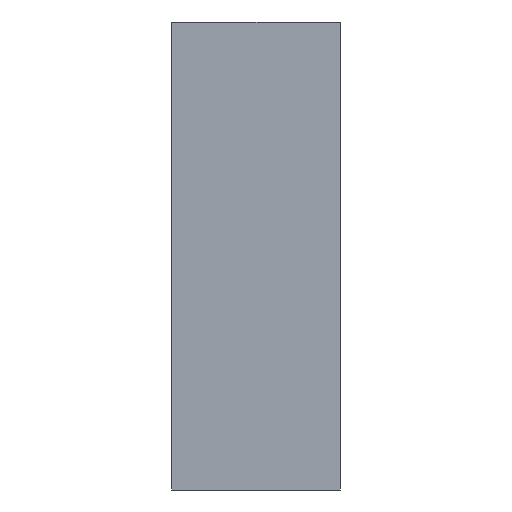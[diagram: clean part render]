
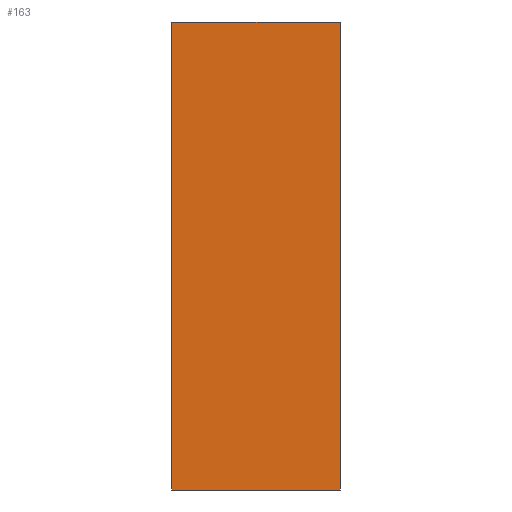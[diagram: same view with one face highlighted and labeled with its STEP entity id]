
A CAD part, left-side view. The second image highlights one B-rep face of the part: STEP entity #163.
In plain terms, the highlighted planar face has unit normal (-1, 0, 0).
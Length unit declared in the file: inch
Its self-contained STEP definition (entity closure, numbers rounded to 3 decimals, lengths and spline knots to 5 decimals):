
#8 = CARTESIAN_POINT ( 'NONE',  ( 0., 0., 1.25 ) ) ;
#32 = EDGE_CURVE ( 'NONE', #472, #361, #324, .T. ) ;
#39 = ORIENTED_EDGE ( 'NONE', *, *, #70, .T. ) ;
#52 = LINE ( 'NONE', #479, #668 ) ;
#70 = EDGE_CURVE ( 'NONE', #361, #593, #52, .T. ) ;
#97 = VERTEX_POINT ( 'NONE', #8 ) ;
#106 = LINE ( 'NONE', #305, #833 ) ;
#157 = DIRECTION ( 'NONE',  ( 0., -1., 0. ) ) ;
#163 = ADVANCED_FACE ( 'NONE', ( #187 ), #520, .F. ) ;
#174 = CARTESIAN_POINT ( 'NONE',  ( 0., 0.45, 0. ) ) ;
#187 = FACE_OUTER_BOUND ( 'NONE', #616, .T. ) ;
#212 = CARTESIAN_POINT ( 'NONE',  ( 0., 0., 0. ) ) ;
#305 = CARTESIAN_POINT ( 'NONE',  ( 0., 0., 1.25 ) ) ;
#324 = LINE ( 'NONE', #528, #824 ) ;
#361 = VERTEX_POINT ( 'NONE', #174 ) ;
#380 = CARTESIAN_POINT ( 'NONE',  ( 0., 0., 1.25 ) ) ;
#472 = VERTEX_POINT ( 'NONE', #682 ) ;
#479 = CARTESIAN_POINT ( 'NONE',  ( 0., 0., 0. ) ) ;
#485 = VECTOR ( 'NONE', #805, 39.37008 ) ;
#492 = AXIS2_PLACEMENT_3D ( 'NONE', #380, #529, #625 ) ;
#518 = EDGE_CURVE ( 'NONE', #472, #97, #568, .T. ) ;
#520 = PLANE ( 'NONE',  #492 ) ;
#528 = CARTESIAN_POINT ( 'NONE',  ( 0., 0.45, 1.25 ) ) ;
#529 = DIRECTION ( 'NONE',  ( 1., 0., 0. ) ) ;
#568 = LINE ( 'NONE', #812, #485 ) ;
#582 = EDGE_CURVE ( 'NONE', #97, #593, #106, .T. ) ;
#593 = VERTEX_POINT ( 'NONE', #212 ) ;
#614 = DIRECTION ( 'NONE',  ( 0., 0., -1. ) ) ;
#616 = EDGE_LOOP ( 'NONE', ( #39, #862, #624, #803 ) ) ;
#624 = ORIENTED_EDGE ( 'NONE', *, *, #518, .F. ) ;
#625 = DIRECTION ( 'NONE',  ( 0., 0., -1. ) ) ;
#668 = VECTOR ( 'NONE', #157, 39.37008 ) ;
#682 = CARTESIAN_POINT ( 'NONE',  ( 0., 0.45, 1.25 ) ) ;
#803 = ORIENTED_EDGE ( 'NONE', *, *, #32, .T. ) ;
#805 = DIRECTION ( 'NONE',  ( 0., -1., 0. ) ) ;
#812 = CARTESIAN_POINT ( 'NONE',  ( 0., 0., 1.25 ) ) ;
#824 = VECTOR ( 'NONE', #868, 39.37008 ) ;
#833 = VECTOR ( 'NONE', #614, 39.37008 ) ;
#862 = ORIENTED_EDGE ( 'NONE', *, *, #582, .F. ) ;
#868 = DIRECTION ( 'NONE',  ( 0., 0., -1. ) ) ;
